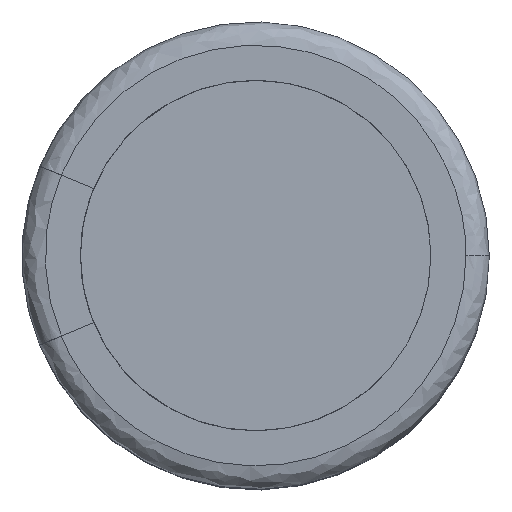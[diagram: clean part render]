
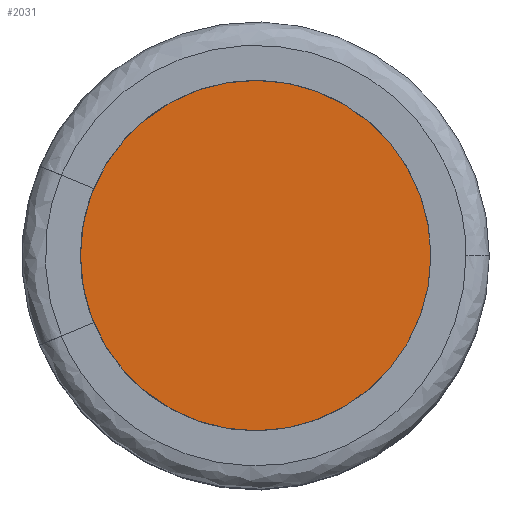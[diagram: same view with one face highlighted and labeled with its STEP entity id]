
A CAD part, top view. The second image highlights one B-rep face of the part: STEP entity #2031.
In plain terms, the highlighted planar face has unit normal (0, 0, 1).
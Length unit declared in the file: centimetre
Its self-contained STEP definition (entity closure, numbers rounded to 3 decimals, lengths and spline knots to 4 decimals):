
#59 = CARTESIAN_POINT ( 'NONE',  ( 0.675, 0., 1.99 ) ) ;
#123 = CIRCLE ( 'NONE', #266, 0.675 ) ;
#266 = AXIS2_PLACEMENT_3D ( 'NONE', #1323, #763, #938 ) ;
#352 = DIRECTION ( 'NONE',  ( 0., 0., 1. ) ) ;
#520 = CARTESIAN_POINT ( 'NONE',  ( 0., 0., 1.99 ) ) ;
#577 = EDGE_LOOP ( 'NONE', ( #1650, #1159 ) ) ;
#763 = DIRECTION ( 'NONE',  ( 0., 0., 1. ) ) ;
#938 = DIRECTION ( 'NONE',  ( 1., 0., 0. ) ) ;
#948 = DIRECTION ( 'NONE',  ( 1., 0., 0. ) ) ;
#999 = FACE_OUTER_BOUND ( 'NONE', #577, .T. ) ;
#1046 = CARTESIAN_POINT ( 'NONE',  ( -0.675, 0., 1.99 ) ) ;
#1159 = ORIENTED_EDGE ( 'NONE', *, *, #1666, .T. ) ;
#1252 = EDGE_CURVE ( 'NONE', #2079, #1602, #2145, .T. ) ;
#1286 = CARTESIAN_POINT ( 'NONE',  ( 0., 0., 1.99 ) ) ;
#1323 = CARTESIAN_POINT ( 'NONE',  ( 0., 0., 1.99 ) ) ;
#1403 = DIRECTION ( 'NONE',  ( 1., 0., 0. ) ) ;
#1602 = VERTEX_POINT ( 'NONE', #1046 ) ;
#1650 = ORIENTED_EDGE ( 'NONE', *, *, #1252, .T. ) ;
#1666 = EDGE_CURVE ( 'NONE', #1602, #2079, #123, .T. ) ;
#1805 = DIRECTION ( 'NONE',  ( 0., 0., 1. ) ) ;
#1972 = AXIS2_PLACEMENT_3D ( 'NONE', #1286, #1805, #948 ) ;
#2031 = ADVANCED_FACE ( 'NONE', ( #999 ), #2166, .T. ) ;
#2079 = VERTEX_POINT ( 'NONE', #59 ) ;
#2145 = CIRCLE ( 'NONE', #1972, 0.675 ) ;
#2150 = AXIS2_PLACEMENT_3D ( 'NONE', #520, #352, #1403 ) ;
#2166 = PLANE ( 'NONE',  #2150 ) ;
